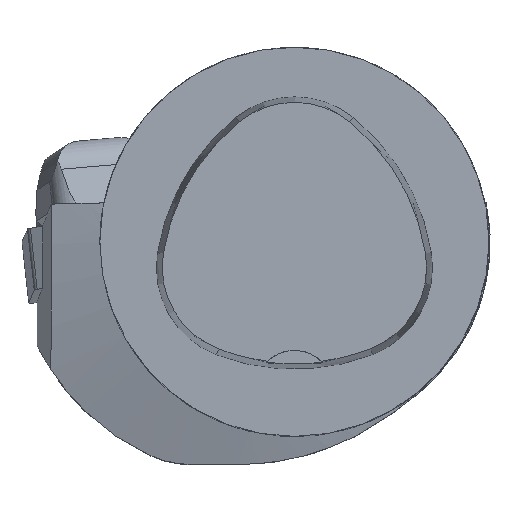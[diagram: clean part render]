
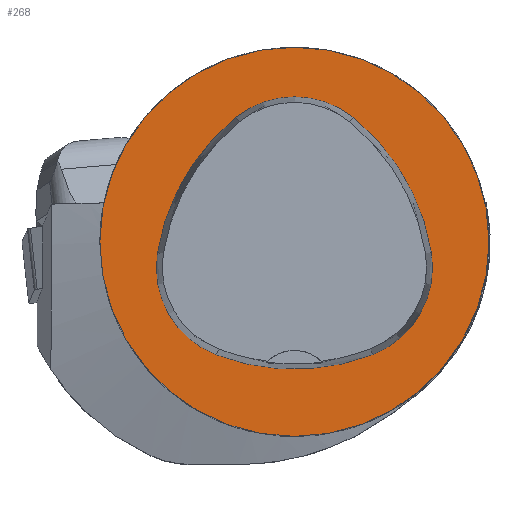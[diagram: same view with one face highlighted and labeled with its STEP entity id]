
A CAD part, top view. The second image highlights one B-rep face of the part: STEP entity #268.
In plain terms, the highlighted planar face has unit normal (0, 0, 1).
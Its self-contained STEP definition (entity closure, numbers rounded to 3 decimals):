
#268=ADVANCED_FACE('',(#689,#690),#353,.T.);
#353=PLANE('',#1932);
#689=FACE_BOUND('',#751,.T.);
#690=FACE_BOUND('',#752,.T.);
#751=EDGE_LOOP('',(#998,#999,#1000,#1001,#1002,#1003));
#752=EDGE_LOOP('',(#1004));
#998=ORIENTED_EDGE('',*,*,#1594,.T.);
#999=ORIENTED_EDGE('',*,*,#1574,.T.);
#1000=ORIENTED_EDGE('',*,*,#1578,.T.);
#1001=ORIENTED_EDGE('',*,*,#1581,.T.);
#1002=ORIENTED_EDGE('',*,*,#1584,.T.);
#1003=ORIENTED_EDGE('',*,*,#1592,.T.);
#1004=ORIENTED_EDGE('',*,*,#1563,.F.);
#1384=VERTEX_POINT('',#2839);
#1393=VERTEX_POINT('',#2860);
#1394=VERTEX_POINT('',#2861);
#1397=VERTEX_POINT('',#2869);
#1399=VERTEX_POINT('',#2875);
#1401=VERTEX_POINT('',#2881);
#1408=VERTEX_POINT('',#2902);
#1563=EDGE_CURVE('',#1384,#1384,#1736,.T.);
#1574=EDGE_CURVE('',#1393,#1394,#1738,.T.);
#1578=EDGE_CURVE('',#1394,#1397,#1740,.T.);
#1581=EDGE_CURVE('',#1397,#1399,#1742,.T.);
#1584=EDGE_CURVE('',#1399,#1401,#1744,.T.);
#1592=EDGE_CURVE('',#1401,#1408,#1748,.T.);
#1594=EDGE_CURVE('',#1408,#1393,#1750,.T.);
#1736=CIRCLE('',#1902,25.);
#1738=CIRCLE('',#1910,28.);
#1740=CIRCLE('',#1913,12.);
#1742=CIRCLE('',#1916,28.);
#1744=CIRCLE('',#1919,12.);
#1748=CIRCLE('',#1924,28.);
#1750=CIRCLE('',#1927,12.);
#1902=AXIS2_PLACEMENT_3D('',#2838,#2182,#2183);
#1910=AXIS2_PLACEMENT_3D('',#2859,#2202,#2203);
#1913=AXIS2_PLACEMENT_3D('',#2868,#2210,#2211);
#1916=AXIS2_PLACEMENT_3D('',#2874,#2217,#2218);
#1919=AXIS2_PLACEMENT_3D('',#2880,#2224,#2225);
#1924=AXIS2_PLACEMENT_3D('',#2903,#2236,#2237);
#1927=AXIS2_PLACEMENT_3D('',#2906,#2242,#2243);
#1932=AXIS2_PLACEMENT_3D('',#2911,#2252,#2253);
#2182=DIRECTION('',(0.,0.,-1.));
#2183=DIRECTION('',(-1.,0.,0.));
#2202=DIRECTION('',(0.,0.,-1.));
#2203=DIRECTION('',(-1.,0.,0.));
#2210=DIRECTION('',(0.,0.,-1.));
#2211=DIRECTION('',(-1.,0.,0.));
#2217=DIRECTION('',(0.,0.,-1.));
#2218=DIRECTION('',(-1.,0.,0.));
#2224=DIRECTION('',(0.,0.,-1.));
#2225=DIRECTION('',(-1.,0.,0.));
#2236=DIRECTION('',(0.,0.,-1.));
#2237=DIRECTION('',(-1.,0.,0.));
#2242=DIRECTION('',(0.,0.,-1.));
#2243=DIRECTION('',(-1.,0.,0.));
#2252=DIRECTION('',(0.,0.,1.));
#2253=DIRECTION('',(1.,0.,0.));
#2838=CARTESIAN_POINT('',(0.,0.,0.));
#2839=CARTESIAN_POINT('',(-25.,0.,0.));
#2859=CARTESIAN_POINT('',(10.068,-5.824,0.));
#2860=CARTESIAN_POINT('',(-17.584,-1.424,0.));
#2861=CARTESIAN_POINT('',(-7.531,15.953,0.));
#2868=CARTESIAN_POINT('',(0.011,6.62,0.));
#2869=CARTESIAN_POINT('',(7.567,15.942,0.));
#2874=CARTESIAN_POINT('',(-10.063,-5.81,0.));
#2875=CARTESIAN_POINT('',(17.59,-1.418,0.));
#2880=CARTESIAN_POINT('',(5.739,-3.3,0.));
#2881=CARTESIAN_POINT('',(10.05,-14.499,0.));
#2902=CARTESIAN_POINT('',(-10.025,-14.516,0.));
#2903=CARTESIAN_POINT('',(-0.01,11.631,0.));
#2906=CARTESIAN_POINT('',(-5.733,-3.31,0.));
#2911=CARTESIAN_POINT('',(0.,0.,0.));
